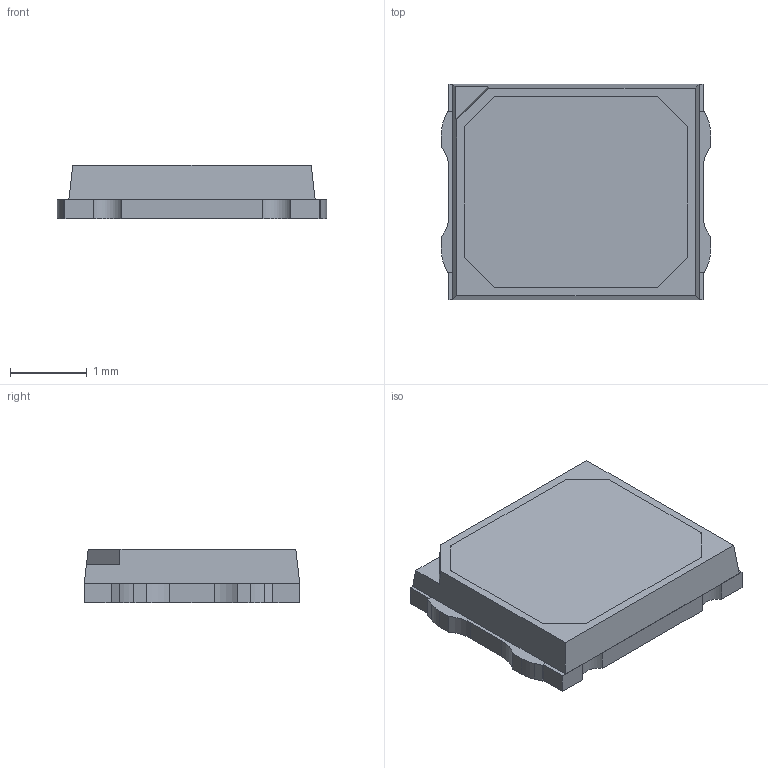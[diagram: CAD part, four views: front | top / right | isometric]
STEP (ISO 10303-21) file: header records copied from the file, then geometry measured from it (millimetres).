
FILE_DESCRIPTION(/* description */ ('Unknown'),/* implementation_level */ '2;1');
FILE_NAME(/* name */ '153283xx7A212',/* time_stamp */ '2021-07-06T14:43:24+02:00',/* author */ ('Unknown'),/* organization */ ('Unknown'),/* preprocessor_version */ 'ST-DEVELOPER v16.7',/* originating_system */ 'Solid Edge',/* authorisation */ 'Unknown');
FILE_SCHEMA (('AUTOMOTIVE_DESIGN {1 0 10303 214 3 1 1}'));
Length unit declared in the file: millimetre
Products named in the file (5): 153283xx7A212; Base; Cover; Glue; Solder
Assembly tree (4 placements, depth 2):
  153283xx7A212
    Base
    Cover
    Glue
    Solder
Bounding box: 3.5 x 2.8 x 0.7 mm (x, y, z)
Volume: 6.4 mm3; surface area: 73.7 mm2
Topology: 5 solids, 5 shells, 162 faces, 404 edges, 263 vertices
Faces by surface type: plane 121, cylinder 34, bspline 7
Full cylindrical faces by diameter (mm): 0.07 x3, 0.12 x3
Entity records: 6087 total; most frequent: CARTESIAN_POINT 1370, ORIENTED_EDGE 782, DIRECTION 770, EDGE_CURVE 391, LINE 302, VECTOR 302, VERTEX_POINT 261, AXIS2_PLACEMENT_3D 234
